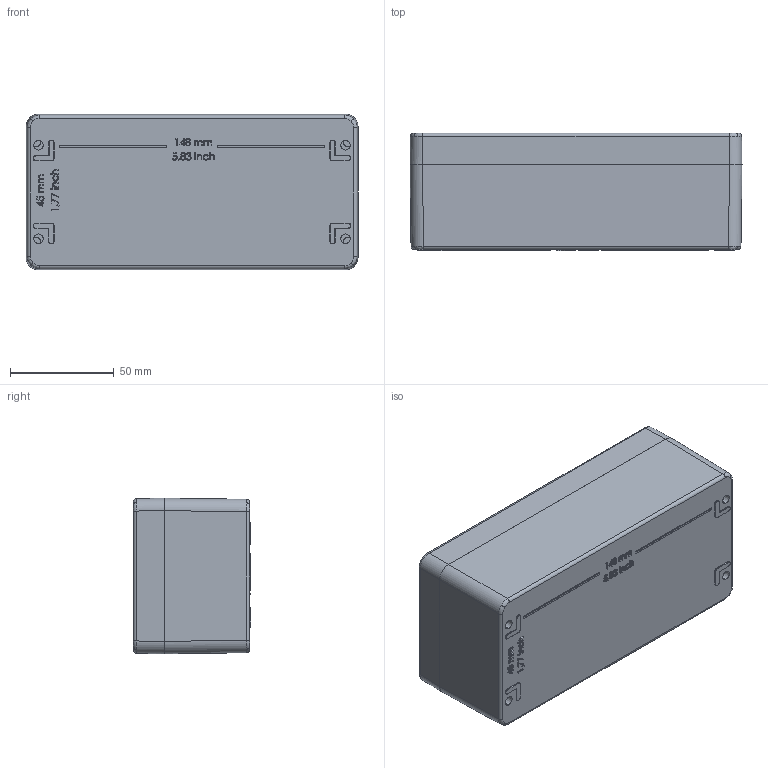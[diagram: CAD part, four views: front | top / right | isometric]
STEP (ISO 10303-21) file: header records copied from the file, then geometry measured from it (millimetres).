
FILE_DESCRIPTION (( 'STEP AP214' ), '1' );
FILE_NAME ('26081606.STEP', '2017-06-08T12:24:38', ( 'Macha' ), ( 'Hewlett-Packard Company' ), 'SwSTEP 2.0', 'SolidWorks 2015', '' );
FILE_SCHEMA (( 'AUTOMOTIVE_DESIGN' ));
Length unit declared in the file: millimetre
Products named in the file (9): 92684; 82014_430; 93133; 23233-Deckel; 23233-Unterteil; 86221; 86223; 26081606
Assembly tree (19 placements, depth 3):
  26081606
    23233-Unterteil
      23233-Unterteil
      86223  x4
      86221  x6
    23233-Deckel
    93133  x4
    82014_430
    92684
Bounding box: 160 x 56.5 x 75 mm (x, y, z)
Volume: 237099.8 mm3; surface area: 108528.7 mm2
Topology: 18 solids, 18 shells, 1688 faces, 4278 edges, 2703 vertices
Faces by surface type: plane 668, bspline 496, cylinder 244, cone 204, torus 72, sphere 4
Entity records: 62207 total; most frequent: CARTESIAN_POINT 32906, ORIENTED_EDGE 6836, DIRECTION 4621, EDGE_CURVE 3418, VERTEX_POINT 2189, VECTOR 1757, LINE 1757, EDGE_LOOP 1457
